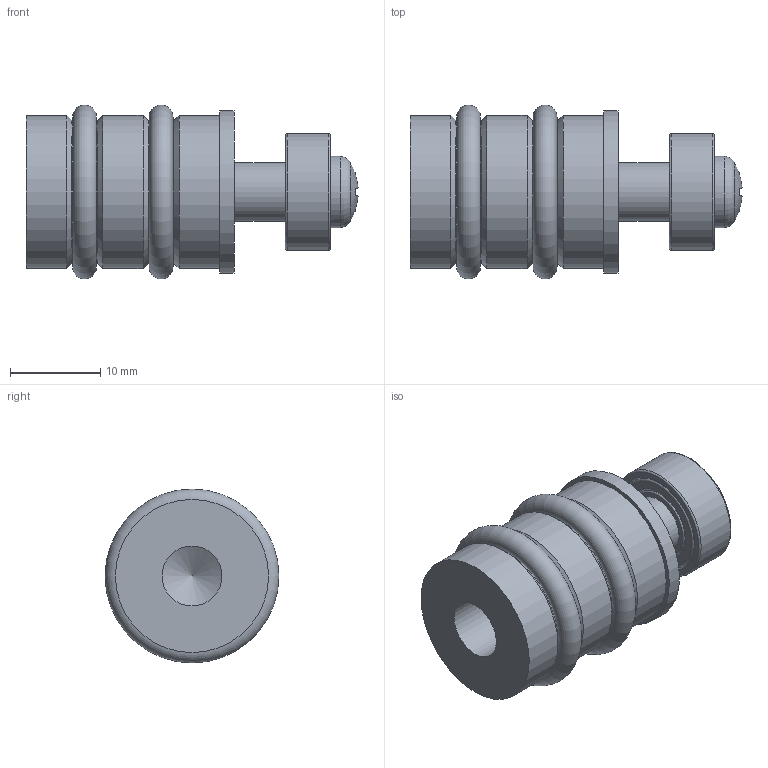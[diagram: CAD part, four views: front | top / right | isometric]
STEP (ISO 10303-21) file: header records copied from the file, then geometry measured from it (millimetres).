
FILE_DESCRIPTION((''),'2;1');
FILE_NAME('700027.stp','2014-03-20T19:28:46',('Honza'),(''),'Autodesk Inventor 2011','Autodesk Inventor 2011','');
FILE_SCHEMA(('AUTOMOTIVE_DESIGN { 1 0 10303 214 1 1 1 1 }'));
Length unit declared in the file: millimetre
Products named in the file (1): 700027
Bounding box: 36.87 x 19.3 x 19.3 mm (x, y, z)
Volume: 5805.7 mm3; surface area: 5051.9 mm2
Topology: 15 solids, 15 shells, 94 faces, 197 edges, 120 vertices
Faces by surface type: plane 24, torus 24, cylinder 21, cone 18, sphere 7
Full cylindrical faces by diameter (mm): 3.242 x1, 3.621 x1, 4 x1, 6 x2, 6.5 x1, 6.647 x1, 6.7 x1, 8 x4, 11 x4, 13 x1, 17 x3, 18 x1
Entity records: 2516 total; most frequent: CARTESIAN_POINT 529, DIRECTION 392, ORIENTED_EDGE 266, AXIS2_PLACEMENT_3D 188, EDGE_LOOP 156, EDGE_CURVE 133, VERTEX_POINT 117, FACE_OUTER_BOUND 94
